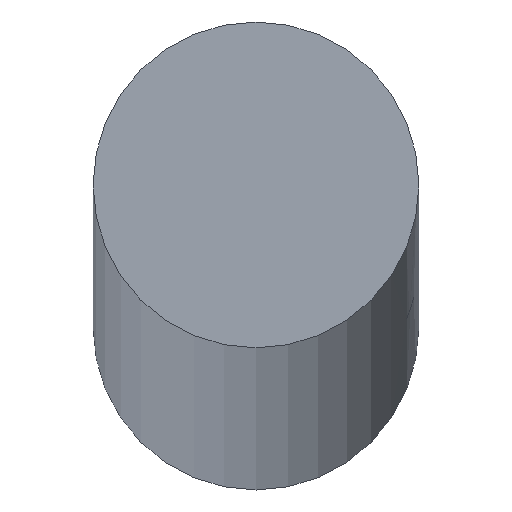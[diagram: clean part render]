
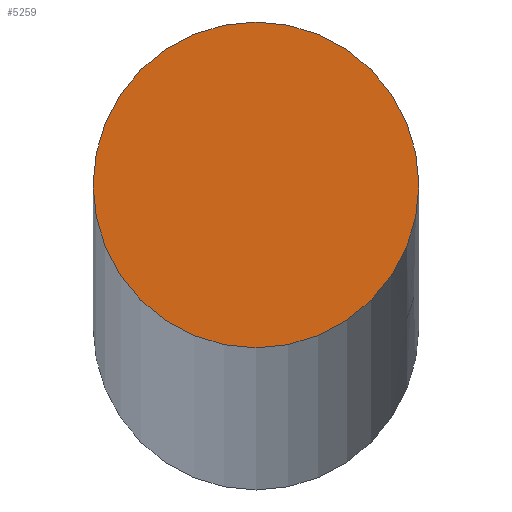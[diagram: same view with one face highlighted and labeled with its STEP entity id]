
A CAD part, top view. The second image highlights one B-rep face of the part: STEP entity #5259.
In plain terms, the highlighted planar face has unit normal (0, 0, 1).
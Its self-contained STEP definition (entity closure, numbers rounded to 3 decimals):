
#1204 = CARTESIAN_POINT ( 'NONE',  ( 0., 0., 1500. ) ) ;
#3491 = DIRECTION ( 'NONE',  ( 1., 0., 0. ) ) ;
#4050 = CARTESIAN_POINT ( 'NONE',  ( 0., 0., 1500. ) ) ;
#4349 = ORIENTED_EDGE ( 'NONE', *, *, #8260, .T. ) ;
#5018 = AXIS2_PLACEMENT_3D ( 'NONE', #1204, #11308, #3491 ) ;
#5173 = DIRECTION ( 'NONE',  ( 0., 0., 1. ) ) ;
#5259 = ADVANCED_FACE ( 'NONE', ( #12032 ), #7936, .T. ) ;
#5716 = CIRCLE ( 'NONE', #11678, 6. ) ;
#7936 = PLANE ( 'NONE',  #5018 ) ;
#8260 = EDGE_CURVE ( 'NONE', #12507, #12507, #5716, .T. ) ;
#11308 = DIRECTION ( 'NONE',  ( 0., 0., 1. ) ) ;
#11678 = AXIS2_PLACEMENT_3D ( 'NONE', #4050, #5173, #13016 ) ;
#12026 = EDGE_LOOP ( 'NONE', ( #4349 ) ) ;
#12032 = FACE_OUTER_BOUND ( 'NONE', #12026, .T. ) ;
#12507 = VERTEX_POINT ( 'NONE', #13691 ) ;
#13016 = DIRECTION ( 'NONE',  ( 1., 0., 0. ) ) ;
#13691 = CARTESIAN_POINT ( 'NONE',  ( 6., 0., 1500. ) ) ;
